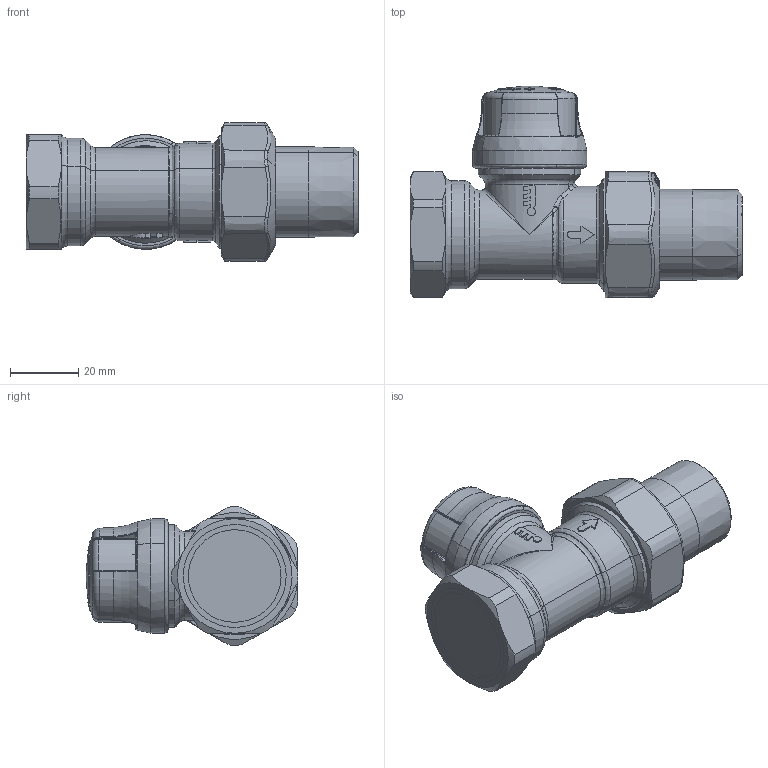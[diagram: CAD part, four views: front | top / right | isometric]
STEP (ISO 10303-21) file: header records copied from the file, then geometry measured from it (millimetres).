
FILE_DESCRIPTION(('CATIA V5 STEP Exchange'),'2;1');
FILE_NAME('STEP_221500_-_TST.stp','2019-07-22T12:05:38+00:00',('none'),('none'),'CATIA Version 5-6 Release 2016 SP4','CATIA V5 STEP AP203','none');
FILE_SCHEMA(('CONFIG_CONTROL_DESIGN'));
Products named in the file (1): 221500 - TST
Bounding box: 97.1 x 62 x 40.67 mm (x, y, z)
Volume: 120340.7 mm3; surface area: 51340 mm2
Topology: 19 solids, 19 shells, 1355 faces, 3259 edges, 1900 vertices
Faces by surface type: bspline 448, plane 256, cylinder 224, cone 179, torus 98, sphere 91, extrusion 52, revolution 7
Entity records: 57657 total; most frequent: CARTESIAN_POINT 32802, ORIENTED_EDGE 6362, EDGE_CURVE 3181, DIRECTION 2697, VERTEX_POINT 1900, B_SPLINE_CURVE_WITH_KNOTS 1706, EDGE_LOOP 1421, AXIS2_PLACEMENT_3D 1365
